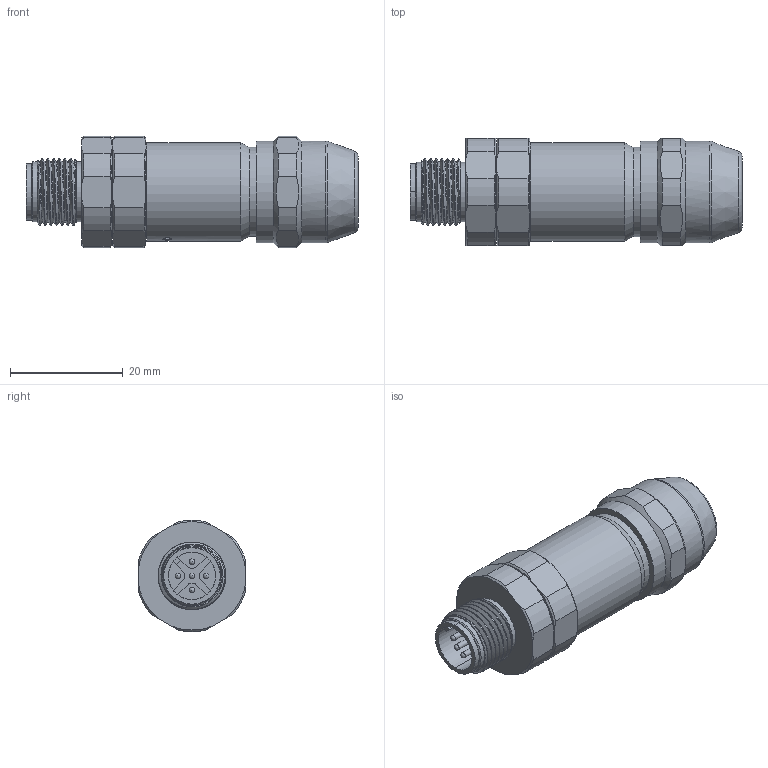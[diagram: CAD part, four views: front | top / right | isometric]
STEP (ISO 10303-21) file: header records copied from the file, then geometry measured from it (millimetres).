
FILE_DESCRIPTION(/* description */ (''),/* implementation_level */ '2;1');
FILE_NAME(/* name */ 'EZ5219-0-9.stp',/* time_stamp */ '2023-02-27T10:52:16+08:00',/* author */ (''),/* organization */ (''),/* preprocessor_version */ 'ST-DEVELOPER v16',/* originating_system */ 'SIEMENS PLM Software NX 10.0',/* authorisation */ '');
FILE_SCHEMA (('AP203_CONFIGURATION_CONTROLLED_3D_DESIGN_OF_MECHANICAL_PARTS_AND_ASSEMBLIES_MIM_LF { 1 0 10303 403 2 1 2}'));
Length unit declared in the file: millimetre
Products named in the file (1): dellA9C86EF3psma
Bounding box: 58.8 x 19 x 19.77 mm (x, y, z)
Volume: 12803.7 mm3; surface area: 4563.8 mm2
Topology: 1 solids, 1 shells, 135 faces, 356 edges, 234 vertices
Faces by surface type: plane 48, cylinder 45, cone 31, sphere 5, bspline 3, torus 3
Full cylindrical faces by diameter (mm): 1 x5, 1.5 x1, 8.8 x1, 10.6 x2, 15.8 x1, 16.5 x2, 17.5 x1, 18 x2
Entity records: 5243 total; most frequent: CARTESIAN_POINT 2071, DIRECTION 628, ORIENTED_EDGE 620, EDGE_CURVE 310, AXIS2_PLACEMENT_3D 259, VERTEX_POINT 218, EDGE_LOOP 176, ADVANCED_FACE 135
